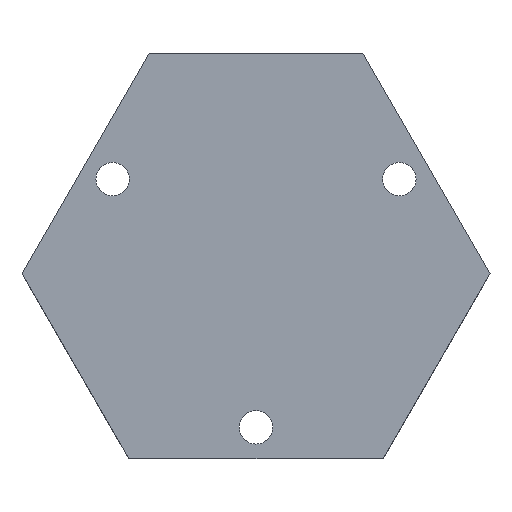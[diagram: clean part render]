
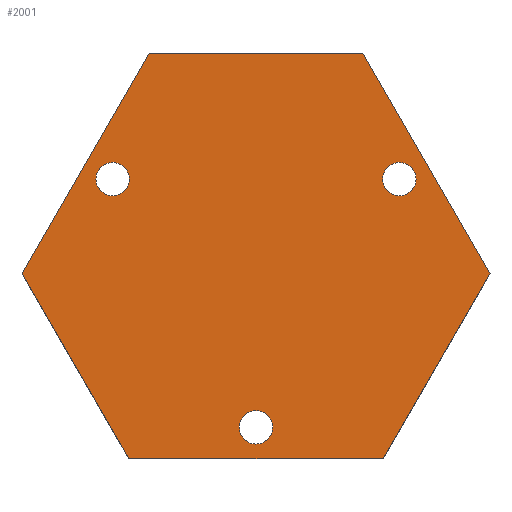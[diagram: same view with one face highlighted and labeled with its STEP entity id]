
A CAD part, front view. The second image highlights one B-rep face of the part: STEP entity #2001.
In plain terms, the highlighted planar face has unit normal (0, -1, 0).
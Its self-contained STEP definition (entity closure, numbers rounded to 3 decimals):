
#47 = CARTESIAN_POINT ( 'NONE',  ( -20.5, 0., 40. ) ) ;
#54 = VECTOR ( 'NONE', #271, 1000. ) ;
#72 = EDGE_CURVE ( 'NONE', #2951, #847, #1463, .T. ) ;
#174 = VERTEX_POINT ( 'NONE', #3656 ) ;
#271 = DIRECTION ( 'NONE',  ( -1., 0., 0. ) ) ;
#287 = CARTESIAN_POINT ( 'NONE',  ( -27.499, 0., 15.877 ) ) ;
#343 = DIRECTION ( 'NONE',  ( -0.5, 0., 0.866 ) ) ;
#362 = FACE_BOUND ( 'NONE', #2763, .T. ) ;
#369 = VECTOR ( 'NONE', #3194, 1000. ) ;
#416 = ORIENTED_EDGE ( 'NONE', *, *, #3729, .T. ) ;
#444 = VECTOR ( 'NONE', #343, 1000. ) ;
#499 = ORIENTED_EDGE ( 'NONE', *, *, #3770, .F. ) ;
#557 = EDGE_LOOP ( 'NONE', ( #2791, #2973 ) ) ;
#597 = AXIS2_PLACEMENT_3D ( 'NONE', #3748, #3345, #4097 ) ;
#658 = CARTESIAN_POINT ( 'NONE',  ( 0., 0., -31.754 ) ) ;
#701 = CARTESIAN_POINT ( 'NONE',  ( 20.5, 0., 40. ) ) ;
#727 = LINE ( 'NONE', #2493, #444 ) ;
#757 = EDGE_LOOP ( 'NONE', ( #3659, #3539 ) ) ;
#830 = AXIS2_PLACEMENT_3D ( 'NONE', #2723, #2344, #2363 ) ;
#847 = VERTEX_POINT ( 'NONE', #47 ) ;
#981 = DIRECTION ( 'NONE',  ( 0., 1., 0. ) ) ;
#1007 = CARTESIAN_POINT ( 'NONE',  ( 24.391, 0., -37.754 ) ) ;
#1015 = CARTESIAN_POINT ( 'NONE',  ( 0., 0., -34.954 ) ) ;
#1080 = ORIENTED_EDGE ( 'NONE', *, *, #1461, .F. ) ;
#1107 = CARTESIAN_POINT ( 'NONE',  ( 0., 0., -28.554 ) ) ;
#1206 = CIRCLE ( 'NONE', #1800, 3.2 ) ;
#1214 = CIRCLE ( 'NONE', #597, 3.2 ) ;
#1215 = CARTESIAN_POINT ( 'NONE',  ( 27.499, 0., 12.677 ) ) ;
#1243 = VERTEX_POINT ( 'NONE', #1107 ) ;
#1350 = AXIS2_PLACEMENT_3D ( 'NONE', #3957, #2438, #2109 ) ;
#1383 = PLANE ( 'NONE',  #1350 ) ;
#1406 = FACE_OUTER_BOUND ( 'NONE', #1811, .T. ) ;
#1461 = EDGE_CURVE ( 'NONE', #1507, #4382, #3794, .T. ) ;
#1463 = LINE ( 'NONE', #3946, #3734 ) ;
#1507 = VERTEX_POINT ( 'NONE', #1007 ) ;
#1545 = ORIENTED_EDGE ( 'NONE', *, *, #72, .F. ) ;
#1548 = CARTESIAN_POINT ( 'NONE',  ( 20.5, 0., 40. ) ) ;
#1568 = CIRCLE ( 'NONE', #2863, 3.2 ) ;
#1599 = LINE ( 'NONE', #1548, #3835 ) ;
#1670 = VERTEX_POINT ( 'NONE', #3577 ) ;
#1800 = AXIS2_PLACEMENT_3D ( 'NONE', #287, #4634, #3881 ) ;
#1811 = EDGE_LOOP ( 'NONE', ( #1545, #499, #1080, #2587, #3134, #3731 ) ) ;
#2001 = ADVANCED_FACE ( 'NONE', ( #4679, #2509, #362, #1406 ), #1383, .F. ) ;
#2109 = DIRECTION ( 'NONE',  ( 0., 0., 1. ) ) ;
#2251 = CIRCLE ( 'NONE', #830, 3.2 ) ;
#2344 = DIRECTION ( 'NONE',  ( 0., 1., 0. ) ) ;
#2348 = VERTEX_POINT ( 'NONE', #3076 ) ;
#2363 = DIRECTION ( 'NONE',  ( 0., 0., 1. ) ) ;
#2397 = CARTESIAN_POINT ( 'NONE',  ( 24.391, 0., -37.754 ) ) ;
#2429 = EDGE_CURVE ( 'NONE', #1670, #4485, #3007, .T. ) ;
#2438 = DIRECTION ( 'NONE',  ( 0., 1., 0. ) ) ;
#2480 = AXIS2_PLACEMENT_3D ( 'NONE', #4580, #981, #3452 ) ;
#2493 = CARTESIAN_POINT ( 'NONE',  ( -24.391, 0., -37.754 ) ) ;
#2509 = FACE_BOUND ( 'NONE', #557, .T. ) ;
#2550 = EDGE_CURVE ( 'NONE', #847, #3530, #4009, .T. ) ;
#2587 = ORIENTED_EDGE ( 'NONE', *, *, #4029, .F. ) ;
#2711 = DIRECTION ( 'NONE',  ( 0., 1., 0. ) ) ;
#2723 = CARTESIAN_POINT ( 'NONE',  ( 27.499, 0., 15.877 ) ) ;
#2763 = EDGE_LOOP ( 'NONE', ( #4193, #416 ) ) ;
#2791 = ORIENTED_EDGE ( 'NONE', *, *, #2984, .T. ) ;
#2863 = AXIS2_PLACEMENT_3D ( 'NONE', #658, #2711, #3795 ) ;
#2870 = EDGE_CURVE ( 'NONE', #4485, #1670, #2251, .T. ) ;
#2907 = DIRECTION ( 'NONE',  ( 1., 0., 0. ) ) ;
#2934 = CARTESIAN_POINT ( 'NONE',  ( -20.5, 0., 40. ) ) ;
#2951 = VERTEX_POINT ( 'NONE', #3405 ) ;
#2973 = ORIENTED_EDGE ( 'NONE', *, *, #3016, .T. ) ;
#2984 = EDGE_CURVE ( 'NONE', #2997, #174, #4540, .T. ) ;
#2997 = VERTEX_POINT ( 'NONE', #4203 ) ;
#3007 = CIRCLE ( 'NONE', #3155, 3.2 ) ;
#3016 = EDGE_CURVE ( 'NONE', #174, #2997, #1206, .T. ) ;
#3076 = CARTESIAN_POINT ( 'NONE',  ( 44.891, 0., -2.246 ) ) ;
#3134 = ORIENTED_EDGE ( 'NONE', *, *, #3449, .F. ) ;
#3144 = CARTESIAN_POINT ( 'NONE',  ( 27.499, 0., 15.877 ) ) ;
#3155 = AXIS2_PLACEMENT_3D ( 'NONE', #3144, #3878, #3211 ) ;
#3194 = DIRECTION ( 'NONE',  ( -0.5, 0., -0.866 ) ) ;
#3211 = DIRECTION ( 'NONE',  ( 0., 0., 1. ) ) ;
#3332 = CARTESIAN_POINT ( 'NONE',  ( -24.391, 0., -37.754 ) ) ;
#3345 = DIRECTION ( 'NONE',  ( 0., 1., 0. ) ) ;
#3405 = CARTESIAN_POINT ( 'NONE',  ( -44.891, 0., -2.246 ) ) ;
#3449 = EDGE_CURVE ( 'NONE', #3530, #2348, #1599, .T. ) ;
#3452 = DIRECTION ( 'NONE',  ( 0., 0., 1. ) ) ;
#3530 = VERTEX_POINT ( 'NONE', #701 ) ;
#3539 = ORIENTED_EDGE ( 'NONE', *, *, #2870, .T. ) ;
#3565 = EDGE_CURVE ( 'NONE', #1243, #4642, #1214, .T. ) ;
#3577 = CARTESIAN_POINT ( 'NONE',  ( 27.499, 0., 19.077 ) ) ;
#3656 = CARTESIAN_POINT ( 'NONE',  ( -27.499, 0., 12.677 ) ) ;
#3659 = ORIENTED_EDGE ( 'NONE', *, *, #2429, .T. ) ;
#3729 = EDGE_CURVE ( 'NONE', #4642, #1243, #1568, .T. ) ;
#3731 = ORIENTED_EDGE ( 'NONE', *, *, #2550, .F. ) ;
#3734 = VECTOR ( 'NONE', #4362, 1000. ) ;
#3748 = CARTESIAN_POINT ( 'NONE',  ( 0., 0., -31.754 ) ) ;
#3770 = EDGE_CURVE ( 'NONE', #4382, #2951, #727, .T. ) ;
#3794 = LINE ( 'NONE', #2397, #54 ) ;
#3795 = DIRECTION ( 'NONE',  ( 0., 0., 1. ) ) ;
#3835 = VECTOR ( 'NONE', #4070, 1000. ) ;
#3878 = DIRECTION ( 'NONE',  ( 0., 1., 0. ) ) ;
#3881 = DIRECTION ( 'NONE',  ( 0., 0., 1. ) ) ;
#3910 = CARTESIAN_POINT ( 'NONE',  ( 44.891, 0., -2.246 ) ) ;
#3946 = CARTESIAN_POINT ( 'NONE',  ( -44.891, 0., -2.246 ) ) ;
#3957 = CARTESIAN_POINT ( 'NONE',  ( 0., 0., 0. ) ) ;
#4009 = LINE ( 'NONE', #2934, #4074 ) ;
#4029 = EDGE_CURVE ( 'NONE', #2348, #1507, #4610, .T. ) ;
#4070 = DIRECTION ( 'NONE',  ( 0.5, 0., -0.866 ) ) ;
#4074 = VECTOR ( 'NONE', #2907, 1000. ) ;
#4097 = DIRECTION ( 'NONE',  ( 0., 0., 1. ) ) ;
#4193 = ORIENTED_EDGE ( 'NONE', *, *, #3565, .T. ) ;
#4203 = CARTESIAN_POINT ( 'NONE',  ( -27.499, 0., 19.077 ) ) ;
#4362 = DIRECTION ( 'NONE',  ( 0.5, 0., 0.866 ) ) ;
#4382 = VERTEX_POINT ( 'NONE', #3332 ) ;
#4485 = VERTEX_POINT ( 'NONE', #1215 ) ;
#4540 = CIRCLE ( 'NONE', #2480, 3.2 ) ;
#4580 = CARTESIAN_POINT ( 'NONE',  ( -27.499, 0., 15.877 ) ) ;
#4610 = LINE ( 'NONE', #3910, #369 ) ;
#4634 = DIRECTION ( 'NONE',  ( 0., 1., 0. ) ) ;
#4642 = VERTEX_POINT ( 'NONE', #1015 ) ;
#4679 = FACE_BOUND ( 'NONE', #757, .T. ) ;
